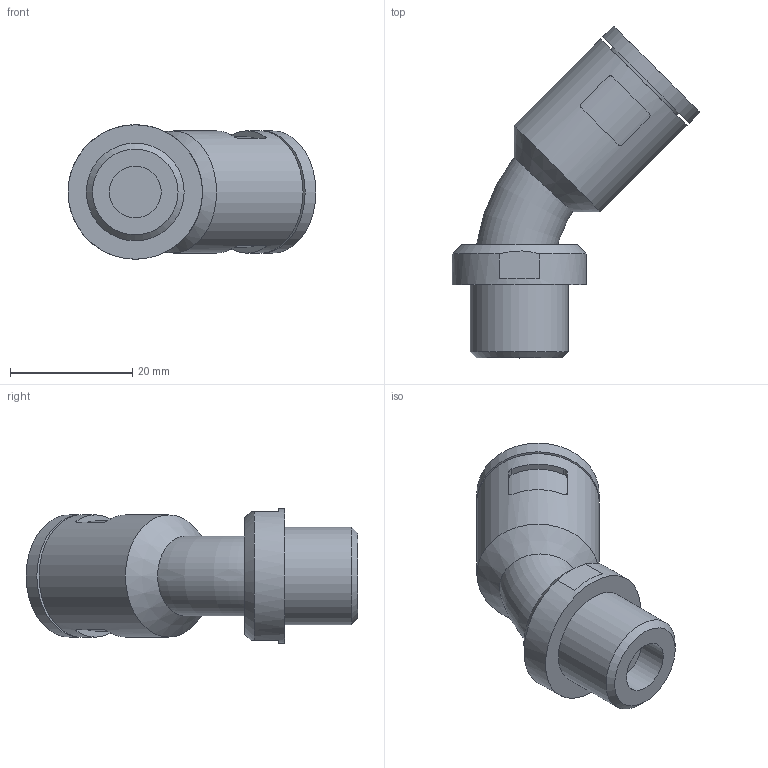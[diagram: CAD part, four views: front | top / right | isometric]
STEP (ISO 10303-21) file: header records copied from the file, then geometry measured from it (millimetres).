
FILE_DESCRIPTION( ( 'STEP AP203' ), '1' );
FILE_NAME( 'FLEXA RQB1 45-M 5101.013.216.stp', '2020-03-25T21:44:33', ( 'License CC BY-ND 4.0' ), ( 'CADENAS' ), ' ', 'PARTsolutions', ' ' );
FILE_SCHEMA( ( 'CONFIG_CONTROL_DESIGN' ) );
Length unit declared in the file: millimetre
Products named in the file (1): _FLEXA RQB1 45-M 5101.013.216
Bounding box: 40.56 x 54.31 x 22 mm (x, y, z)
Volume: 10642.9 mm3; surface area: 5440.5 mm2
Topology: 1 solids, 1 shells, 41 faces, 93 edges, 62 vertices
Faces by surface type: plane 20, cylinder 17, cone 3, torus 1
Full cylindrical faces by diameter (mm): 8.5 x1, 13 x1, 15.3 x1, 16 x1, 20 x2, 22 x1
Entity records: 1344 total; most frequent: CARTESIAN_POINT 462, DIRECTION 168, ORIENTED_EDGE 154, EDGE_CURVE 77, AXIS2_PLACEMENT_3D 69, EDGE_LOOP 60, VERTEX_POINT 57, FACE_OUTER_BOUND 49
